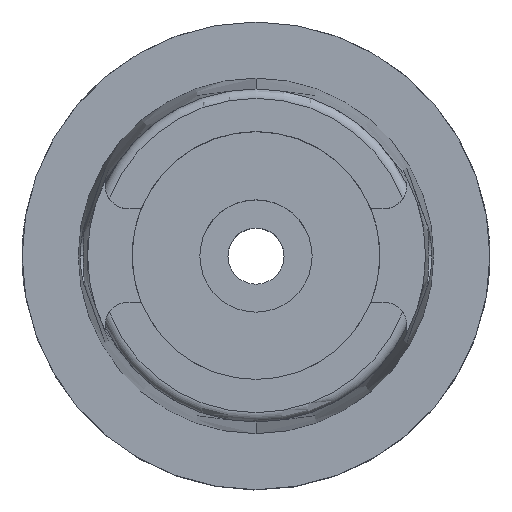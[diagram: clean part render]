
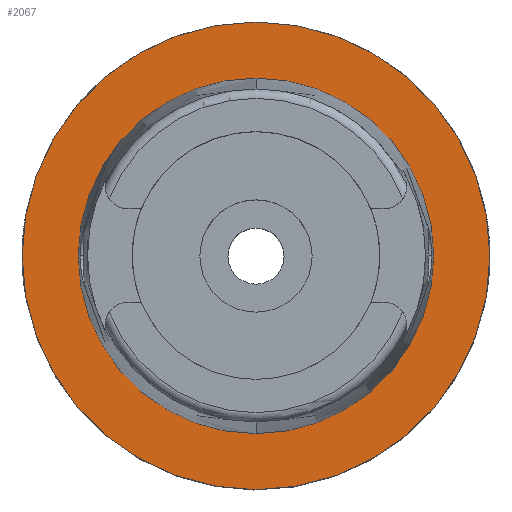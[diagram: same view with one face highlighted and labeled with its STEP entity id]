
A CAD part, top view. The second image highlights one B-rep face of the part: STEP entity #2067.
In plain terms, the highlighted planar face has unit normal (0, 0, 1).
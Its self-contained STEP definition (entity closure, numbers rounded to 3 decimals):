
#6 = CIRCLE ( 'NONE', #3160, 38. ) ;
#10 = FACE_OUTER_BOUND ( 'NONE', #3105, .T. ) ;
#37 = CARTESIAN_POINT ( 'NONE',  ( 0., 0., 0. ) ) ;
#424 = AXIS2_PLACEMENT_3D ( 'NONE', #1731, #889, #1612 ) ;
#509 = DIRECTION ( 'NONE',  ( 0., 0., -1. ) ) ;
#572 = EDGE_LOOP ( 'NONE', ( #3784, #5162 ) ) ;
#629 = AXIS2_PLACEMENT_3D ( 'NONE', #736, #680, #2874 ) ;
#680 = DIRECTION ( 'NONE',  ( 0., 0., -1. ) ) ;
#736 = CARTESIAN_POINT ( 'NONE',  ( 0., 0., 0. ) ) ;
#880 = CARTESIAN_POINT ( 'NONE',  ( 0., 0., 0. ) ) ;
#889 = DIRECTION ( 'NONE',  ( 0., 0., 1. ) ) ;
#955 = EDGE_CURVE ( 'NONE', #4900, #3331, #5403, .T. ) ;
#978 = CIRCLE ( 'NONE', #4658, 50. ) ;
#1047 = CARTESIAN_POINT ( 'NONE',  ( 0., 38., 0. ) ) ;
#1446 = CARTESIAN_POINT ( 'NONE',  ( 0., -50., 0. ) ) ;
#1612 = DIRECTION ( 'NONE',  ( 1., 0., 0. ) ) ;
#1731 = CARTESIAN_POINT ( 'NONE',  ( 0., 0., 0. ) ) ;
#1755 = DIRECTION ( 'NONE',  ( 0., 0., 1. ) ) ;
#1822 = CARTESIAN_POINT ( 'NONE',  ( 0., 0., 0. ) ) ;
#2067 = ADVANCED_FACE ( 'NONE', ( #10, #4214 ), #3333, .T. ) ;
#2253 = CIRCLE ( 'NONE', #629, 50. ) ;
#2418 = EDGE_CURVE ( 'NONE', #4476, #3110, #978, .T. ) ;
#2684 = DIRECTION ( 'NONE',  ( 0., 1., 0. ) ) ;
#2698 = CARTESIAN_POINT ( 'NONE',  ( 0., -38., 0. ) ) ;
#2874 = DIRECTION ( 'NONE',  ( 0., -1., 0. ) ) ;
#2961 = AXIS2_PLACEMENT_3D ( 'NONE', #37, #1755, #3381 ) ;
#3105 = EDGE_LOOP ( 'NONE', ( #5558, #5222 ) ) ;
#3110 = VERTEX_POINT ( 'NONE', #1446 ) ;
#3116 = DIRECTION ( 'NONE',  ( 0., 1., 0. ) ) ;
#3160 = AXIS2_PLACEMENT_3D ( 'NONE', #1822, #4344, #3116 ) ;
#3331 = VERTEX_POINT ( 'NONE', #1047 ) ;
#3333 = PLANE ( 'NONE',  #424 ) ;
#3372 = CARTESIAN_POINT ( 'NONE',  ( 0., 50., 0. ) ) ;
#3381 = DIRECTION ( 'NONE',  ( 0., -1., 0. ) ) ;
#3657 = EDGE_CURVE ( 'NONE', #3110, #4476, #2253, .T. ) ;
#3784 = ORIENTED_EDGE ( 'NONE', *, *, #5029, .F. ) ;
#4214 = FACE_BOUND ( 'NONE', #572, .T. ) ;
#4344 = DIRECTION ( 'NONE',  ( 0., 0., 1. ) ) ;
#4476 = VERTEX_POINT ( 'NONE', #3372 ) ;
#4658 = AXIS2_PLACEMENT_3D ( 'NONE', #880, #509, #2684 ) ;
#4900 = VERTEX_POINT ( 'NONE', #2698 ) ;
#5029 = EDGE_CURVE ( 'NONE', #3331, #4900, #6, .T. ) ;
#5162 = ORIENTED_EDGE ( 'NONE', *, *, #955, .F. ) ;
#5222 = ORIENTED_EDGE ( 'NONE', *, *, #3657, .F. ) ;
#5403 = CIRCLE ( 'NONE', #2961, 38. ) ;
#5558 = ORIENTED_EDGE ( 'NONE', *, *, #2418, .F. ) ;
